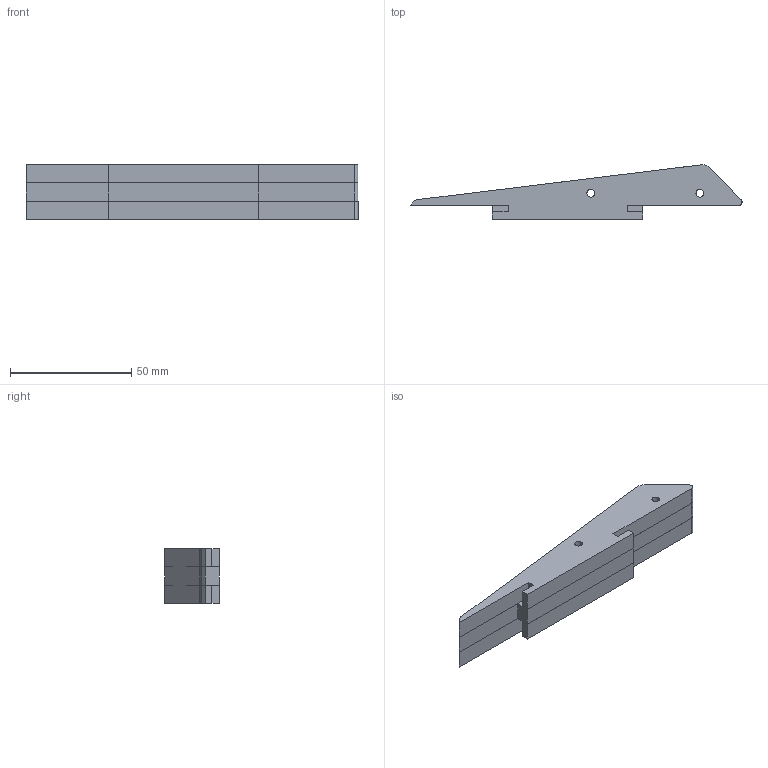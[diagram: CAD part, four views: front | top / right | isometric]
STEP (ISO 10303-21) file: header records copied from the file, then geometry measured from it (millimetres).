
FILE_DESCRIPTION(/* description */ (''),/* implementation_level */ '2;1');
FILE_NAME(/* name */ '脚程.step',/* time_stamp */ '2021-11-21T20:41:41+08:00',/* author */ (''),/* organization */ (''),/* preprocessor_version */ 'ST-DEVELOPER v18.1',/* originating_system */ 'Autodesk Translation Framework v10.10.0.1391',/* authorisation */ '');
FILE_SCHEMA (('AUTOMOTIVE_DESIGN { 1 0 10303 214 3 1 1 }'));
Length unit declared in the file: millimetre
Products named in the file (3): 0-2脚程; 0-1脚程; 零部件1
Assembly tree (3 placements, depth 2):
  0-2脚程
    0-1脚程
    零部件1  x2
Bounding box: 136.88 x 22.48 x 22.5 mm (x, y, z)
Volume: 36186.8 mm3; surface area: 17111.9 mm2
Topology: 3 solids, 3 shells, 53 faces, 141 edges, 94 vertices
Faces by surface type: plane 38, cylinder 15
Full cylindrical faces by diameter (mm): 3.2 x6
Entity records: 1170 total; most frequent: DIRECTION 190, CARTESIAN_POINT 190, ORIENTED_EDGE 180, EDGE_CURVE 90, LINE 70, VECTOR 70, VERTEX_POINT 60, AXIS2_PLACEMENT_3D 60
